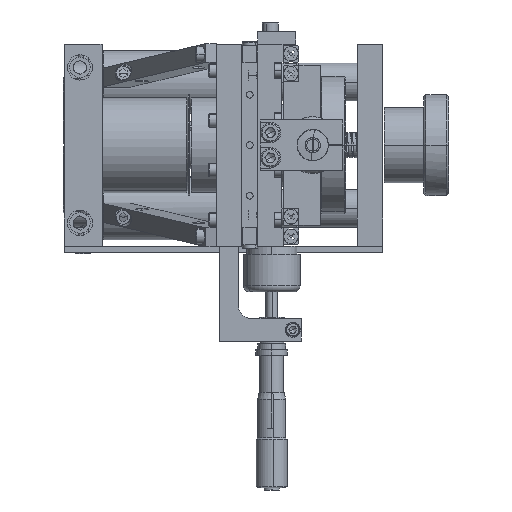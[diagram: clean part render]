
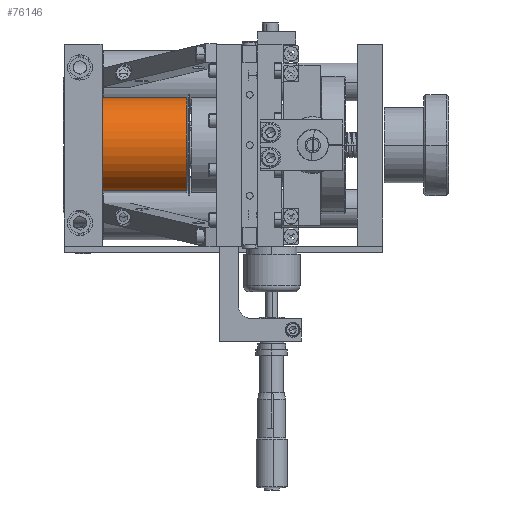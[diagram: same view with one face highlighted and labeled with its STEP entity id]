
A CAD part, left-side view. The second image highlights one B-rep face of the part: STEP entity #76146.
In plain terms, the highlighted cylindrical face has radius 24.003 mm (diameter 48.006 mm), a partial arc.
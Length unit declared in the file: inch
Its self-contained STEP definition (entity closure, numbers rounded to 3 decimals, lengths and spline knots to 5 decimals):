
#3351 = DIRECTION ( 'NONE',  ( -0.298, 0., -0.955 ) ) ;
#3382 = DIRECTION ( 'NONE',  ( 0., -1., 0. ) ) ;
#3394 = CARTESIAN_POINT ( 'NONE',  ( 0., -0.769, 0. ) ) ;
#16138 = VERTEX_POINT ( 'NONE', #78803 ) ;
#16139 = VERTEX_POINT ( 'NONE', #78805 ) ;
#16140 = VERTEX_POINT ( 'NONE', #78807 ) ;
#16141 = VERTEX_POINT ( 'NONE', #78808 ) ;
#21984 = EDGE_LOOP ( 'NONE', ( #52574, #52583, #52968, #52590 ) ) ;
#28529 = FACE_OUTER_BOUND ( 'NONE', #21984, .T. ) ;
#28530 = CYLINDRICAL_SURFACE ( 'NONE', #78023, 0.945 ) ;
#33472 = LINE ( 'NONE', #54803, #33473 ) ;
#33473 = VECTOR ( 'NONE', #54805, 39.37008 ) ;
#33481 = CIRCLE ( 'NONE', #82592, 0.945 ) ;
#33487 = VECTOR ( 'NONE', #54861, 39.37008 ) ;
#33494 = LINE ( 'NONE', #54836, #33487 ) ;
#40010 = CIRCLE ( 'NONE', #82532, 0.945 ) ;
#52574 = ORIENTED_EDGE ( 'NONE', *, *, #89396, .F. ) ;
#52583 = ORIENTED_EDGE ( 'NONE', *, *, #89638, .F. ) ;
#52590 = ORIENTED_EDGE ( 'NONE', *, *, #89398, .T. ) ;
#52968 = ORIENTED_EDGE ( 'NONE', *, *, #89422, .T. ) ;
#54803 = CARTESIAN_POINT ( 'NONE',  ( 0.28168, -0.769, 0.90204 ) ) ;
#54805 = DIRECTION ( 'NONE',  ( 0., -1., 0. ) ) ;
#54807 = CARTESIAN_POINT ( 'NONE',  ( 0., -2.449, 0. ) ) ;
#54809 = DIRECTION ( 'NONE',  ( 0., 1., 0. ) ) ;
#54811 = DIRECTION ( 'NONE',  ( 0.298, 0., 0.955 ) ) ;
#54836 = CARTESIAN_POINT ( 'NONE',  ( -0.28168, -0.769, -0.90204 ) ) ;
#54861 = DIRECTION ( 'NONE',  ( 0., -1., 0. ) ) ;
#55254 = CARTESIAN_POINT ( 'NONE',  ( 0., -0.769, 0. ) ) ;
#55267 = DIRECTION ( 'NONE',  ( 0., 1., 0. ) ) ;
#55269 = DIRECTION ( 'NONE',  ( 0.298, 0., 0.955 ) ) ;
#76146 = ADVANCED_FACE ( 'NONE', ( #28529 ), #28530, .T. ) ;
#78023 = AXIS2_PLACEMENT_3D ( 'NONE', #3394, #3382, #3351 ) ;
#78803 = CARTESIAN_POINT ( 'NONE',  ( 0.28168, -0.769, 0.90204 ) ) ;
#78805 = CARTESIAN_POINT ( 'NONE',  ( -0.28168, -0.769, -0.90204 ) ) ;
#78807 = CARTESIAN_POINT ( 'NONE',  ( 0.28168, -2.449, 0.90204 ) ) ;
#78808 = CARTESIAN_POINT ( 'NONE',  ( -0.28168, -2.449, -0.90204 ) ) ;
#82532 = AXIS2_PLACEMENT_3D ( 'NONE', #55254, #55267, #55269 ) ;
#82592 = AXIS2_PLACEMENT_3D ( 'NONE', #54807, #54809, #54811 ) ;
#89396 = EDGE_CURVE ( 'NONE', #16138, #16140, #33472, .T. ) ;
#89398 = EDGE_CURVE ( 'NONE', #16141, #16140, #33481, .T. ) ;
#89422 = EDGE_CURVE ( 'NONE', #16139, #16141, #33494, .T. ) ;
#89638 = EDGE_CURVE ( 'NONE', #16139, #16138, #40010, .T. ) ;
